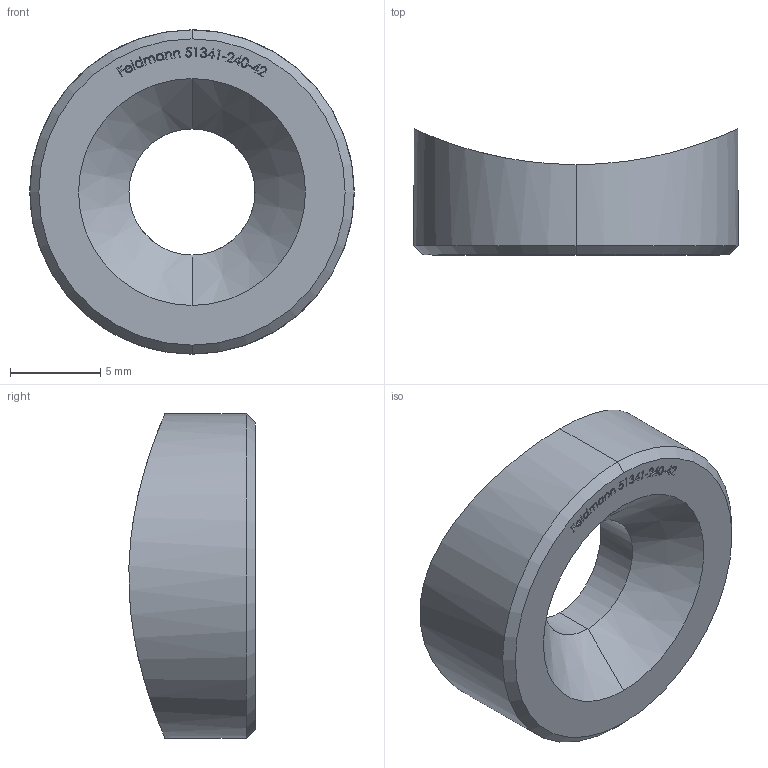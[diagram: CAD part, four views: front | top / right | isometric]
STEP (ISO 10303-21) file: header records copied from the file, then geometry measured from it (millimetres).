
FILE_DESCRIPTION (( 'STEP AP203' ), '1' );
FILE_NAME ('51341-240-42.step', '2021-12-22T12:05:27', ( '' ), ( '' ), 'SwSTEP 2.0', 'SolidWorks 2018', '' );
FILE_SCHEMA (( 'CONFIG_CONTROL_DESIGN' ));
Length unit declared in the file: millimetre
Products named in the file (2): 51341-240-42
Bounding box: 18 x 7 x 18 mm (x, y, z)
Volume: 1084.9 mm3; surface area: 868.1 mm2
Topology: 1 solids, 1 shells, 262 faces, 695 edges, 462 vertices
Faces by surface type: plane 162, bspline 91, cylinder 5, cone 4
Entity records: 13214 total; most frequent: CARTESIAN_POINT 7166, ORIENTED_EDGE 1390, DIRECTION 863, EDGE_CURVE 695, VECTOR 501, LINE 501, VERTEX_POINT 462, EDGE_LOOP 291
